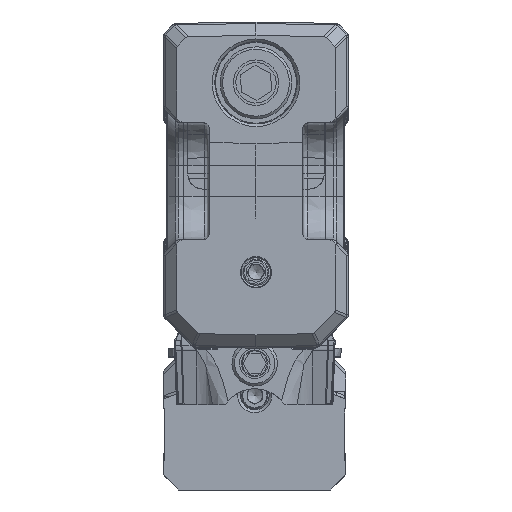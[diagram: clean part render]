
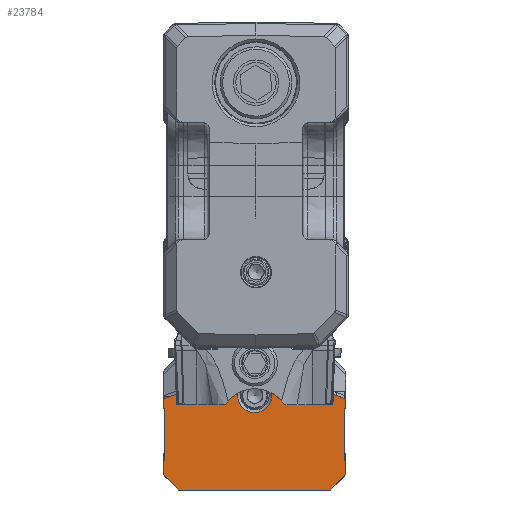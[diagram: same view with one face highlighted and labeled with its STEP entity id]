
A CAD part, front view. The second image highlights one B-rep face of the part: STEP entity #23784.
In plain terms, the highlighted planar face has unit normal (0, -1, 0).
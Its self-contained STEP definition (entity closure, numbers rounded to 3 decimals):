
#21089=FACE_BOUND('',#38177,.T.);
#21090=FACE_BOUND('',#38178,.T.);
#23784=ADVANCED_FACE('',(#21089,#21090),#28559,.F.);
#28559=PLANE('',#118911);
#38177=EDGE_LOOP('',(#53160,#53161,#53162,#53163,#53164,#53165,#53166,#53167,
#53168,#53169,#53170,#53171,#53172,#53173,#53174,#53175,#53176,#53177,#53178,
#53179,#53180,#53181));
#38178=EDGE_LOOP('',(#53182));
#53160=ORIENTED_EDGE('',*,*,#84844,.T.);
#53161=ORIENTED_EDGE('',*,*,#81939,.T.);
#53162=ORIENTED_EDGE('',*,*,#81940,.F.);
#53163=ORIENTED_EDGE('',*,*,#81958,.T.);
#53164=ORIENTED_EDGE('',*,*,#84843,.T.);
#53165=ORIENTED_EDGE('',*,*,#84592,.T.);
#53166=ORIENTED_EDGE('',*,*,#82526,.F.);
#53167=ORIENTED_EDGE('',*,*,#84659,.T.);
#53168=ORIENTED_EDGE('',*,*,#84831,.T.);
#53169=ORIENTED_EDGE('',*,*,#82013,.T.);
#53170=ORIENTED_EDGE('',*,*,#81999,.T.);
#53171=ORIENTED_EDGE('',*,*,#81988,.T.);
#53172=ORIENTED_EDGE('',*,*,#82513,.T.);
#53173=ORIENTED_EDGE('',*,*,#84662,.F.);
#53174=ORIENTED_EDGE('',*,*,#84310,.F.);
#53175=ORIENTED_EDGE('',*,*,#84312,.F.);
#53176=ORIENTED_EDGE('',*,*,#84721,.F.);
#53177=ORIENTED_EDGE('',*,*,#82464,.T.);
#53178=ORIENTED_EDGE('',*,*,#84723,.T.);
#53179=ORIENTED_EDGE('',*,*,#84617,.T.);
#53180=ORIENTED_EDGE('',*,*,#84616,.T.);
#53181=ORIENTED_EDGE('',*,*,#84297,.T.);
#53182=ORIENTED_EDGE('',*,*,#82240,.T.);
#72220=VERTEX_POINT('',#156958);
#72221=VERTEX_POINT('',#156960);
#72222=VERTEX_POINT('',#156964);
#72237=VERTEX_POINT('',#156998);
#72258=VERTEX_POINT('',#157055);
#72261=VERTEX_POINT('',#157060);
#72271=VERTEX_POINT('',#157084);
#72280=VERTEX_POINT('',#157108);
#72466=VERTEX_POINT('',#157672);
#72644=VERTEX_POINT('',#158179);
#72645=VERTEX_POINT('',#158181);
#72691=VERTEX_POINT('',#158340);
#72700=VERTEX_POINT('',#158364);
#72701=VERTEX_POINT('',#158366);
#73826=VERTEX_POINT('',#169986);
#73827=VERTEX_POINT('',#169988);
#73833=VERTEX_POINT('',#170009);
#73834=VERTEX_POINT('',#170011);
#73835=VERTEX_POINT('',#170015);
#73953=VERTEX_POINT('',#171695);
#73964=VERTEX_POINT('',#171778);
#73965=VERTEX_POINT('',#171782);
#73979=VERTEX_POINT('',#171937);
#81939=EDGE_CURVE('',#72220,#72221,#95577,.T.);
#81940=EDGE_CURVE('',#72222,#72221,#95578,.T.);
#81958=EDGE_CURVE('',#72222,#72237,#95591,.T.);
#81988=EDGE_CURVE('',#72258,#72261,#95612,.T.);
#81999=EDGE_CURVE('',#72271,#72258,#95618,.T.);
#82013=EDGE_CURVE('',#72280,#72271,#95629,.T.);
#82240=EDGE_CURVE('',#72466,#72466,#110734,.T.);
#82464=EDGE_CURVE('',#72645,#72644,#95841,.T.);
#82513=EDGE_CURVE('',#72261,#72691,#95860,.T.);
#82526=EDGE_CURVE('',#72700,#72701,#95870,.T.);
#84297=EDGE_CURVE('',#73827,#73826,#96498,.T.);
#84310=EDGE_CURVE('',#73834,#73833,#111294,.T.);
#84312=EDGE_CURVE('',#73835,#73834,#96511,.T.);
#84592=EDGE_CURVE('',#73953,#72701,#96659,.T.);
#84616=EDGE_CURVE('',#73964,#73827,#111328,.T.);
#84617=EDGE_CURVE('',#73965,#73964,#96675,.T.);
#84659=EDGE_CURVE('',#72700,#73979,#96709,.T.);
#84662=EDGE_CURVE('',#73833,#72691,#96712,.T.);
#84721=EDGE_CURVE('',#72645,#73835,#111344,.T.);
#84723=EDGE_CURVE('',#72644,#73965,#111345,.T.);
#84831=EDGE_CURVE('',#73979,#72280,#96810,.T.);
#84843=EDGE_CURVE('',#72237,#73953,#96822,.T.);
#84844=EDGE_CURVE('',#73826,#72220,#96823,.T.);
#95577=LINE('',#156961,#103896);
#95578=LINE('',#156963,#103897);
#95591=LINE('',#156999,#103910);
#95612=LINE('',#157061,#103931);
#95618=LINE('',#157083,#103937);
#95629=LINE('',#157111,#103948);
#95841=LINE('',#158180,#104160);
#95860=LINE('',#158341,#104179);
#95870=LINE('',#158365,#104189);
#96498=LINE('',#169987,#104890);
#96511=LINE('',#170016,#104903);
#96659=LINE('',#171697,#105051);
#96675=LINE('',#171781,#105067);
#96709=LINE('',#171938,#105101);
#96712=LINE('',#171944,#105104);
#96810=LINE('',#172611,#105202);
#96822=LINE('',#172641,#105214);
#96823=LINE('',#172644,#105215);
#103896=VECTOR('',#129037,1.);
#103897=VECTOR('',#129040,1.);
#103910=VECTOR('',#129067,1.);
#103931=VECTOR('',#129122,1.);
#103937=VECTOR('',#129142,1.);
#103948=VECTOR('',#129165,1.);
#104160=VECTOR('',#130107,1.);
#104179=VECTOR('',#130168,1.);
#104189=VECTOR('',#130188,1.);
#104890=VECTOR('',#132923,1.);
#104903=VECTOR('',#132950,1.);
#105051=VECTOR('',#133466,1.);
#105067=VECTOR('',#133548,1.);
#105101=VECTOR('',#133638,1.);
#105104=VECTOR('',#133645,1.);
#105202=VECTOR('',#134069,1.);
#105214=VECTOR('',#134117,1.);
#105215=VECTOR('',#134122,1.);
#110734=CIRCLE('',#117253,1.7);
#111294=CIRCLE('',#118478,0.8);
#111328=CIRCLE('',#118695,0.8);
#111344=CIRCLE('',#118787,0.8);
#111345=CIRCLE('',#118791,0.8);
#117253=AXIS2_PLACEMENT_3D('',#157671,#129642,#129643);
#118478=AXIS2_PLACEMENT_3D('',#170012,#132945,#132946);
#118695=AXIS2_PLACEMENT_3D('',#171779,#133544,#133545);
#118787=AXIS2_PLACEMENT_3D('',#172261,#133789,#133790);
#118791=AXIS2_PLACEMENT_3D('',#172266,#133798,#133799);
#118911=AXIS2_PLACEMENT_3D('',#172646,#134125,#134126);
#129037=DIRECTION('',(1.,0.,0.));
#129040=DIRECTION('',(0.,0.,1.));
#129067=DIRECTION('',(-1.,0.,0.));
#129122=DIRECTION('',(1.,0.,0.));
#129142=DIRECTION('',(0.,0.,1.));
#129165=DIRECTION('',(-1.,0.,0.));
#129642=DIRECTION('',(0.,1.,0.));
#129643=DIRECTION('',(-1.,0.,0.));
#130107=DIRECTION('',(-1.,0.,0.));
#130168=DIRECTION('',(0.,0.,1.));
#130188=DIRECTION('',(-1.,0.,0.));
#132923=DIRECTION('',(-0.94,0.,-0.342));
#132945=DIRECTION('',(0.,-1.,0.));
#132946=DIRECTION('',(-1.,0.,0.));
#132950=DIRECTION('',(-0.5,0.,-0.866));
#133466=DIRECTION('',(0.707,0.,-0.707));
#133544=DIRECTION('',(0.,1.,0.));
#133545=DIRECTION('',(-1.,0.,0.));
#133548=DIRECTION('',(0.5,0.,-0.866));
#133638=DIRECTION('',(0.707,0.,0.707));
#133645=DIRECTION('',(0.94,0.,-0.342));
#133789=DIRECTION('',(0.,1.,0.));
#133790=DIRECTION('',(-1.,0.,0.));
#133798=DIRECTION('',(0.,-1.,0.));
#133799=DIRECTION('',(-1.,0.,0.));
#134069=DIRECTION('',(0.,0.,1.));
#134117=DIRECTION('',(0.,0.,-1.));
#134122=DIRECTION('',(0.,0.,-1.));
#134125=DIRECTION('',(0.,1.,0.));
#134126=DIRECTION('',(0.,0.,1.));
#156958=CARTESIAN_POINT('',(-9.,762.5,-38.2));
#156960=CARTESIAN_POINT('',(-8.885,762.5,-38.2));
#156961=CARTESIAN_POINT('',(0.,762.5,-38.2));
#156963=CARTESIAN_POINT('',(-8.885,762.5,-46.2));
#156964=CARTESIAN_POINT('',(-8.885,762.5,-43.285));
#156998=CARTESIAN_POINT('',(-9.,762.5,-43.285));
#156999=CARTESIAN_POINT('',(0.,762.5,-43.285));
#157055=CARTESIAN_POINT('',(8.885,762.5,-38.2));
#157060=CARTESIAN_POINT('',(9.,762.5,-38.2));
#157061=CARTESIAN_POINT('',(0.,762.5,-38.2));
#157083=CARTESIAN_POINT('',(8.885,762.5,-46.2));
#157084=CARTESIAN_POINT('',(8.885,762.5,-43.285));
#157108=CARTESIAN_POINT('',(9.,762.5,-43.285));
#157111=CARTESIAN_POINT('',(0.,762.5,-43.285));
#157671=CARTESIAN_POINT('',(0.,762.5,-36.874));
#157672=CARTESIAN_POINT('',(-1.7,762.5,-36.874));
#158179=CARTESIAN_POINT('',(-5.922,762.5,-33.2));
#158180=CARTESIAN_POINT('',(0.,762.5,-33.2));
#158181=CARTESIAN_POINT('',(5.922,762.5,-33.2));
#158340=CARTESIAN_POINT('',(9.,762.5,-37.2));
#158341=CARTESIAN_POINT('',(9.,762.5,-46.2));
#158364=CARTESIAN_POINT('',(7.5,762.5,-46.2));
#158365=CARTESIAN_POINT('',(0.,762.5,-46.2));
#158366=CARTESIAN_POINT('',(-7.5,762.5,-46.2));
#169986=CARTESIAN_POINT('',(-9.,762.5,-37.2));
#169987=CARTESIAN_POINT('',(-3.945,762.5,-35.36));
#169988=CARTESIAN_POINT('',(-5.922,762.5,-36.08));
#170009=CARTESIAN_POINT('',(5.922,762.5,-36.08));
#170011=CARTESIAN_POINT('',(5.502,762.5,-34.928));
#170012=CARTESIAN_POINT('',(6.195,762.5,-35.328));
#170015=CARTESIAN_POINT('',(5.985,762.5,-34.092));
#170016=CARTESIAN_POINT('',(-0.754,762.5,-45.765));
#171695=CARTESIAN_POINT('',(-9.,762.5,-44.7));
#171697=CARTESIAN_POINT('',(-3.75,762.5,-49.95));
#171778=CARTESIAN_POINT('',(-5.502,762.5,-34.928));
#171779=CARTESIAN_POINT('',(-6.195,762.5,-35.328));
#171781=CARTESIAN_POINT('',(0.754,762.5,-45.765));
#171782=CARTESIAN_POINT('',(-5.985,762.5,-34.092));
#171937=CARTESIAN_POINT('',(9.,762.5,-44.7));
#171938=CARTESIAN_POINT('',(3.75,762.5,-49.95));
#171944=CARTESIAN_POINT('',(3.945,762.5,-35.36));
#172261=CARTESIAN_POINT('',(5.292,762.5,-33.692));
#172266=CARTESIAN_POINT('',(-5.292,762.5,-33.692));
#172611=CARTESIAN_POINT('',(9.,762.5,-46.2));
#172641=CARTESIAN_POINT('',(-9.,762.5,-46.2));
#172644=CARTESIAN_POINT('',(-9.,762.5,-46.2));
#172646=CARTESIAN_POINT('',(0.,762.5,-46.2));
